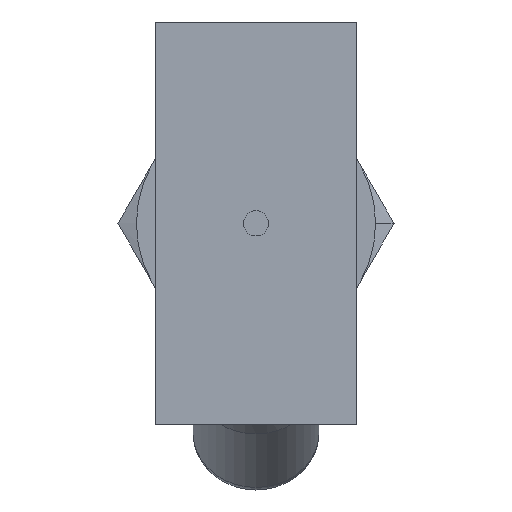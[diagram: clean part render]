
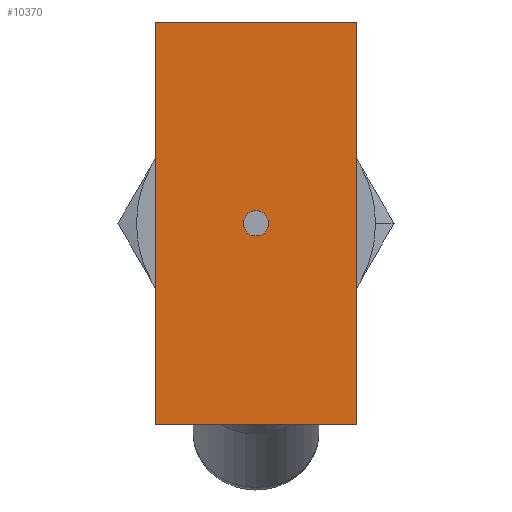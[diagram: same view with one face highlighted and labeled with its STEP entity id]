
A CAD part, front view. The second image highlights one B-rep face of the part: STEP entity #10370.
In plain terms, the highlighted planar face has unit normal (0, -1, 0).
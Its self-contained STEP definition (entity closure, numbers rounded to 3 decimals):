
#151 = FACE_BOUND ( 'NONE', #3669, .T. ) ;
#197 = CARTESIAN_POINT ( 'NONE',  ( 14.414, 0., -32. ) ) ;
#512 = VECTOR ( 'NONE', #9162, 1000. ) ;
#633 = VERTEX_POINT ( 'NONE', #2669 ) ;
#768 = LINE ( 'NONE', #2656, #512 ) ;
#1006 = PLANE ( 'NONE',  #9648 ) ;
#1086 = EDGE_LOOP ( 'NONE', ( #7387, #7179, #4038, #9584 ) ) ;
#1503 = CIRCLE ( 'NONE', #10118, 1. ) ;
#1602 = EDGE_CURVE ( 'NONE', #10522, #3801, #1503, .T. ) ;
#1808 = DIRECTION ( 'NONE',  ( 0., 1., 0. ) ) ;
#1909 = DIRECTION ( 'NONE',  ( 0., 1., 0. ) ) ;
#2272 = EDGE_CURVE ( 'NONE', #6569, #5535, #6047, .T. ) ;
#2656 = CARTESIAN_POINT ( 'NONE',  ( 14.414, 0., 0. ) ) ;
#2669 = CARTESIAN_POINT ( 'NONE',  ( 30.414, 0., 0. ) ) ;
#2719 = CIRCLE ( 'NONE', #7153, 1. ) ;
#2739 = DIRECTION ( 'NONE',  ( -1., 0., 0. ) ) ;
#2771 = ORIENTED_EDGE ( 'NONE', *, *, #8094, .T. ) ;
#2972 = CARTESIAN_POINT ( 'NONE',  ( 14.414, 0., -32. ) ) ;
#3628 = VECTOR ( 'NONE', #9115, 1000. ) ;
#3669 = EDGE_LOOP ( 'NONE', ( #7775, #2771 ) ) ;
#3801 = VERTEX_POINT ( 'NONE', #9390 ) ;
#4004 = CARTESIAN_POINT ( 'NONE',  ( 30.414, 0., -32. ) ) ;
#4038 = ORIENTED_EDGE ( 'NONE', *, *, #6897, .F. ) ;
#4071 = CARTESIAN_POINT ( 'NONE',  ( 30.414, 0., 0. ) ) ;
#4579 = EDGE_CURVE ( 'NONE', #633, #5535, #8691, .T. ) ;
#4841 = LINE ( 'NONE', #9440, #9422 ) ;
#5036 = CARTESIAN_POINT ( 'NONE',  ( 14.414, 0., 0. ) ) ;
#5535 = VERTEX_POINT ( 'NONE', #4004 ) ;
#5937 = EDGE_CURVE ( 'NONE', #9478, #6569, #4841, .T. ) ;
#5981 = DIRECTION ( 'NONE',  ( 0., 1., 0. ) ) ;
#6047 = LINE ( 'NONE', #197, #3628 ) ;
#6185 = DIRECTION ( 'NONE',  ( 0., 0., -1. ) ) ;
#6253 = VECTOR ( 'NONE', #8172, 1000. ) ;
#6569 = VERTEX_POINT ( 'NONE', #2972 ) ;
#6776 = CARTESIAN_POINT ( 'NONE',  ( 22.414, 0., -16. ) ) ;
#6863 = FACE_OUTER_BOUND ( 'NONE', #1086, .T. ) ;
#6897 = EDGE_CURVE ( 'NONE', #9478, #633, #768, .T. ) ;
#7124 = CARTESIAN_POINT ( 'NONE',  ( 22.414, 0., -16. ) ) ;
#7153 = AXIS2_PLACEMENT_3D ( 'NONE', #6776, #1909, #7587 ) ;
#7179 = ORIENTED_EDGE ( 'NONE', *, *, #4579, .F. ) ;
#7387 = ORIENTED_EDGE ( 'NONE', *, *, #2272, .T. ) ;
#7486 = DIRECTION ( 'NONE',  ( -1., 0., 0. ) ) ;
#7587 = DIRECTION ( 'NONE',  ( -1., 0., 0. ) ) ;
#7775 = ORIENTED_EDGE ( 'NONE', *, *, #1602, .T. ) ;
#8094 = EDGE_CURVE ( 'NONE', #3801, #10522, #2719, .T. ) ;
#8172 = DIRECTION ( 'NONE',  ( 0., 0., -1. ) ) ;
#8691 = LINE ( 'NONE', #4071, #6253 ) ;
#9115 = DIRECTION ( 'NONE',  ( 1., 0., 0. ) ) ;
#9162 = DIRECTION ( 'NONE',  ( 1., 0., 0. ) ) ;
#9339 = CARTESIAN_POINT ( 'NONE',  ( 21.414, 0., -16. ) ) ;
#9390 = CARTESIAN_POINT ( 'NONE',  ( 23.414, 0., -16. ) ) ;
#9422 = VECTOR ( 'NONE', #6185, 1000. ) ;
#9440 = CARTESIAN_POINT ( 'NONE',  ( 14.414, 0., 0. ) ) ;
#9478 = VERTEX_POINT ( 'NONE', #10361 ) ;
#9584 = ORIENTED_EDGE ( 'NONE', *, *, #5937, .T. ) ;
#9648 = AXIS2_PLACEMENT_3D ( 'NONE', #5036, #1808, #7486 ) ;
#10118 = AXIS2_PLACEMENT_3D ( 'NONE', #7124, #5981, #2739 ) ;
#10361 = CARTESIAN_POINT ( 'NONE',  ( 14.414, 0., 0. ) ) ;
#10370 = ADVANCED_FACE ( 'NONE', ( #151, #6863 ), #1006, .F. ) ;
#10522 = VERTEX_POINT ( 'NONE', #9339 ) ;
